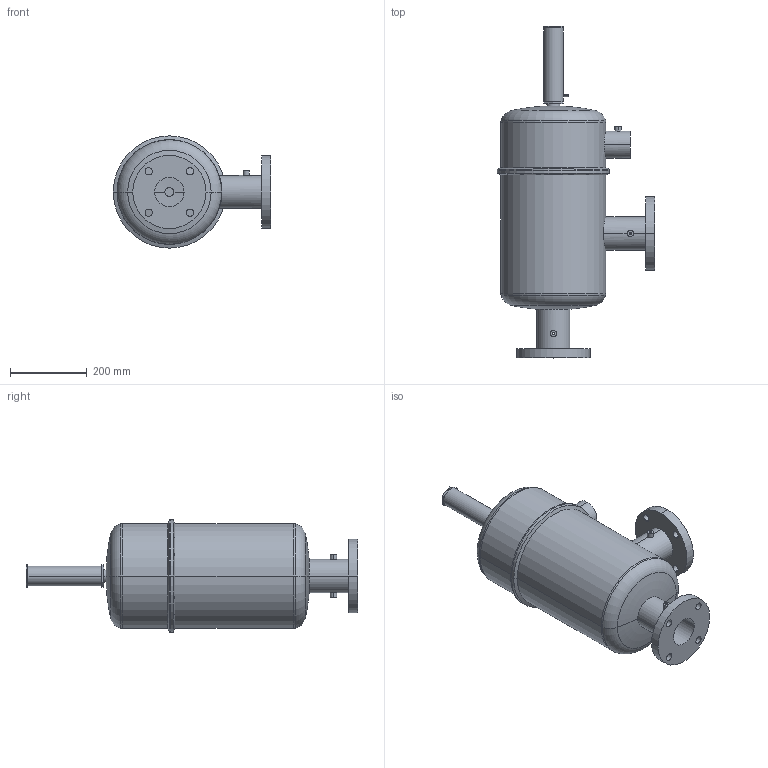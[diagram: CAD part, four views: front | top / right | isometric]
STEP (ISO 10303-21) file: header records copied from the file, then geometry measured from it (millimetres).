
FILE_DESCRIPTION (( 'STEP AP203' ), '1' );
FILE_NAME ('B3-90.STEP', '2020-07-16T19:36:16', ( '' ), ( '' ), 'SwSTEP 2.0', 'SolidWorks 2017', '' );
FILE_SCHEMA (( 'CONFIG_CONTROL_DESIGN' ));
Length unit declared in the file: inch
Products named in the file (1): B3-90
Bounding box: 409.7 x 863.9 x 292.1 mm (x, y, z)
Volume: 4325941.8 mm3; surface area: 1375114.9 mm2
Topology: 6 solids, 6 shells, 140 faces, 331 edges, 204 vertices
Faces by surface type: cylinder 76, plane 32, torus 24, cone 8
Entity records: 5316 total; most frequent: CARTESIAN_POINT 1876, DIRECTION 745, ORIENTED_EDGE 662, EDGE_CURVE 331, AXIS2_PLACEMENT_3D 309, VERTEX_POINT 204, EDGE_LOOP 179, CIRCLE 168
